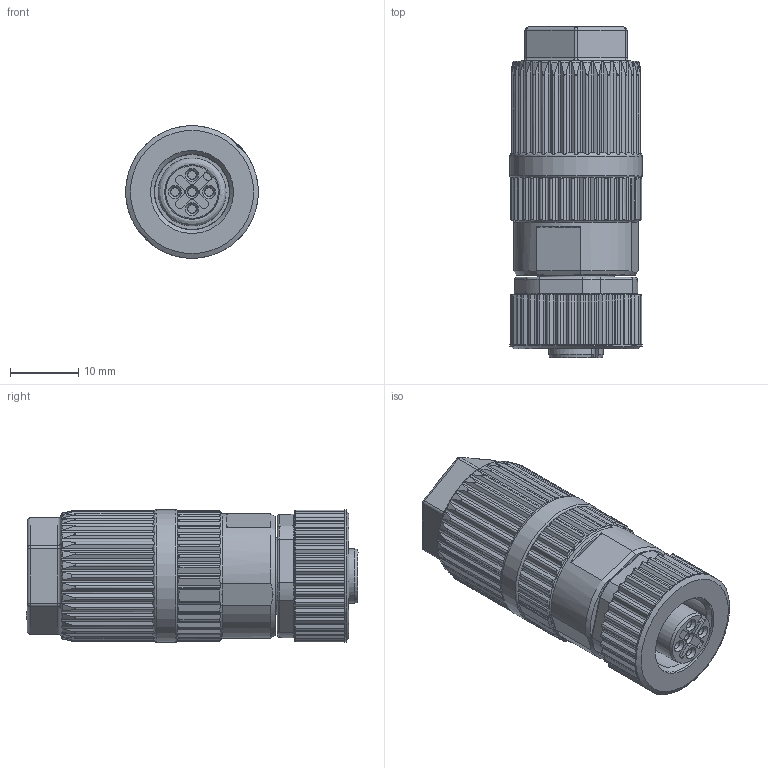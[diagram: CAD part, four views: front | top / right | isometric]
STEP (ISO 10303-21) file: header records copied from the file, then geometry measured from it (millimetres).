
FILE_DESCRIPTION(/* description */ (''),/* implementation_level */ '2;1');
FILE_NAME(/* name */ '100543760ugm000_a.stp',/* time_stamp */ '2014-09-19T08:31:23+02:00',/* author */ (''),/* organization */ (''),/* preprocessor_version */ 'ST-DEVELOPER v15',/* originating_system */ 'SIEMENS PLM Software NX 8.5',/* authorisation */ '');
FILE_SCHEMA (('AUTOMOTIVE_DESIGN { 1 0 10303 214 3 1 1 1 }'));
Length unit declared in the file: millimetre
Products named in the file (1): 100543760ugm000_a
Bounding box: 19.5 x 48.8 x 19.5 mm (x, y, z)
Volume: 11594.6 mm3; surface area: 4886.5 mm2
Topology: 1 solids, 1 shells, 1000 faces, 2730 edges, 1687 vertices
Faces by surface type: plane 408, cylinder 350, bspline 190, cone 52
Full cylindrical faces by diameter (mm): 1.2 x5, 9.2 x1, 11 x1, 11.1 x1, 11.2 x1, 12.2 x1, 19.5 x1
Entity records: 43848 total; most frequent: CARTESIAN_POINT 13938, ORIENTED_EDGE 5262, DIRECTION 4206, EDGE_CURVE 2631, VERTEX_POINT 1675, AXIS2_PLACEMENT_3D 1596, EDGE_LOOP 1042, LINE 1014
